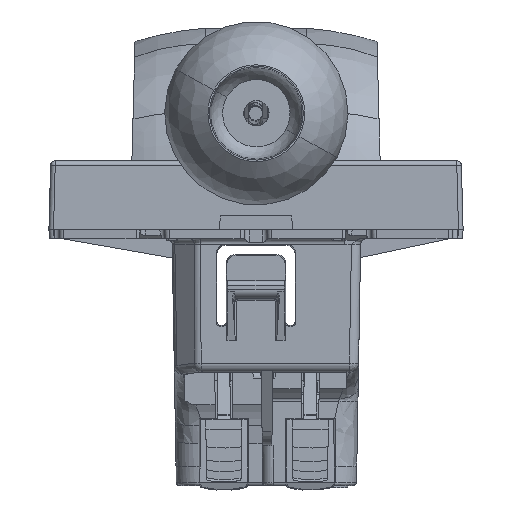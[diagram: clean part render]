
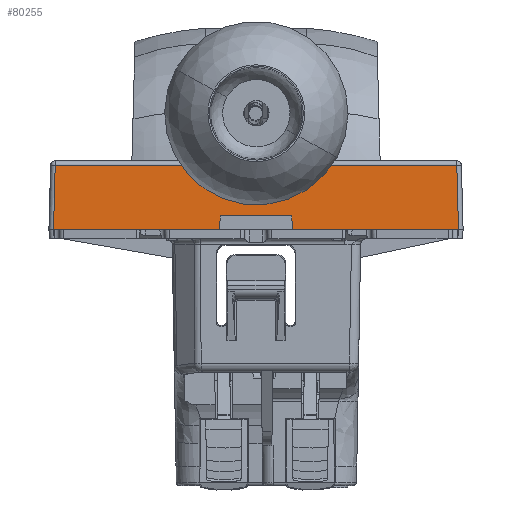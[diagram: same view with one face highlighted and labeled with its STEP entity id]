
A CAD part, front view. The second image highlights one B-rep face of the part: STEP entity #80255.
In plain terms, the highlighted planar face has unit normal (0, -1, 0.026).
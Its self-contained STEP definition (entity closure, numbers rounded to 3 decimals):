
#80232=AXIS2_PLACEMENT_3D('Plane Axis2P3D',#80229,#80230,#80231) ;
#78016=CARTESIAN_POINT('Vertex',(2.088,-22.192,20.759)) ;
#78022=CARTESIAN_POINT('Control Point',(1.956,-22.152,22.259)) ;
#78023=CARTESIAN_POINT('Control Point',(2.088,-22.192,20.759)) ;
#78024=CARTESIAN_POINT('Vertex',(1.956,-22.152,22.259)) ;
#78046=CARTESIAN_POINT('Vertex',(-5.781,-22.152,22.259)) ;
#78056=CARTESIAN_POINT('Line Origine',(-1.912,-22.152,22.259)) ;
#78074=CARTESIAN_POINT('Control Point',(-5.781,-22.152,22.259)) ;
#78075=CARTESIAN_POINT('Control Point',(-5.913,-22.192,20.759)) ;
#78076=CARTESIAN_POINT('Vertex',(-5.912,-22.192,20.759)) ;
#79860=CARTESIAN_POINT('Vertex',(-23.754,-22.008,27.772)) ;
#79963=CARTESIAN_POINT('Line Origine',(-23.839,-22.093,24.515)) ;
#79967=CARTESIAN_POINT('Vertex',(-23.938,-22.192,20.759)) ;
#80052=CARTESIAN_POINT('Vertex',(20.113,-22.192,20.759)) ;
#80055=CARTESIAN_POINT('Line Origine',(11.1,-22.192,20.759)) ;
#80060=CARTESIAN_POINT('Line Origine',(-14.925,-22.192,20.759)) ;
#80229=CARTESIAN_POINT('Axis2P3D Location',(-1.913,-22.192,20.759)) ;
#80235=CARTESIAN_POINT('Control Point',(19.929,-22.008,27.772)) ;
#80236=CARTESIAN_POINT('Control Point',(20.113,-22.192,20.759)) ;
#80237=CARTESIAN_POINT('Vertex',(19.929,-22.008,27.772)) ;
#80240=CARTESIAN_POINT('Line Origine',(-1.913,-22.008,27.772)) ;
#78057=DIRECTION('Vector Direction',(1.,0.,0.)) ;
#79964=DIRECTION('Vector Direction',(-0.026,-0.026,-0.999)) ;
#80056=DIRECTION('Vector Direction',(-1.,0.,0.)) ;
#80061=DIRECTION('Vector Direction',(-1.,0.,0.)) ;
#80230=DIRECTION('Axis2P3D Direction',(0.,1.,-0.026)) ;
#80231=DIRECTION('Axis2P3D XDirection',(1.,0.,0.)) ;
#80241=DIRECTION('Vector Direction',(1.,0.,0.)) ;
#78058=VECTOR('Line Direction',#78057,1.) ;
#79965=VECTOR('Line Direction',#79964,1.) ;
#80057=VECTOR('Line Direction',#80056,1.) ;
#80062=VECTOR('Line Direction',#80061,1.) ;
#80242=VECTOR('Line Direction',#80241,1.) ;
#80246=ORIENTED_EDGE('',*,*,#80239,.F.) ;
#80247=ORIENTED_EDGE('',*,*,#80244,.F.) ;
#80248=ORIENTED_EDGE('',*,*,#79969,.F.) ;
#80249=ORIENTED_EDGE('',*,*,#80064,.F.) ;
#80250=ORIENTED_EDGE('',*,*,#78078,.T.) ;
#80251=ORIENTED_EDGE('',*,*,#78060,.T.) ;
#80252=ORIENTED_EDGE('',*,*,#78026,.T.) ;
#80253=ORIENTED_EDGE('',*,*,#80059,.F.) ;
#80255=ADVANCED_FACE('0043B32.1\\enjoliveur',(#80254),#80233,.F.) ;
#78021=B_SPLINE_CURVE_WITH_KNOTS('',1,(#78022,#78023),.UNSPECIFIED.,.F.,.U.,(2,2),(11.81,13.316),.UNSPECIFIED.) ;
#78073=B_SPLINE_CURVE_WITH_KNOTS('',1,(#78074,#78075),.UNSPECIFIED.,.F.,.U.,(2,2),(11.81,13.316),.UNSPECIFIED.) ;
#80234=B_SPLINE_CURVE_WITH_KNOTS('',1,(#80235,#80236),.UNSPECIFIED.,.F.,.U.,(2,2),(-3.259,3.759),.UNSPECIFIED.) ;
#78026=EDGE_CURVE('',#78025,#78017,#78021,.T.) ;
#78060=EDGE_CURVE('',#78047,#78025,#78059,.T.) ;
#78078=EDGE_CURVE('',#78077,#78047,#78073,.F.) ;
#79969=EDGE_CURVE('',#79968,#79861,#79966,.F.) ;
#80059=EDGE_CURVE('',#80053,#78017,#80058,.T.) ;
#80064=EDGE_CURVE('',#78077,#79968,#80063,.T.) ;
#80239=EDGE_CURVE('',#80238,#80053,#80234,.T.) ;
#80244=EDGE_CURVE('',#79861,#80238,#80243,.T.) ;
#80245=EDGE_LOOP('',(#80246,#80247,#80248,#80249,#80250,#80251,#80252,#80253)) ;
#80254=FACE_OUTER_BOUND('',#80245,.T.) ;
#78059=LINE('Line',#78056,#78058) ;
#79966=LINE('Line',#79963,#79965) ;
#80058=LINE('Line',#80055,#80057) ;
#80063=LINE('Line',#80060,#80062) ;
#80243=LINE('Line',#80240,#80242) ;
#80233=PLANE('',#80232) ;
#78017=VERTEX_POINT('',#78016) ;
#78025=VERTEX_POINT('',#78024) ;
#78047=VERTEX_POINT('',#78046) ;
#78077=VERTEX_POINT('',#78076) ;
#79861=VERTEX_POINT('',#79860) ;
#79968=VERTEX_POINT('',#79967) ;
#80053=VERTEX_POINT('',#80052) ;
#80238=VERTEX_POINT('',#80237) ;
